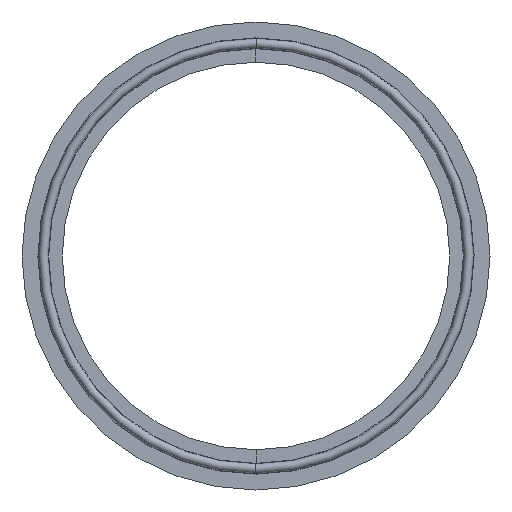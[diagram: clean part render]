
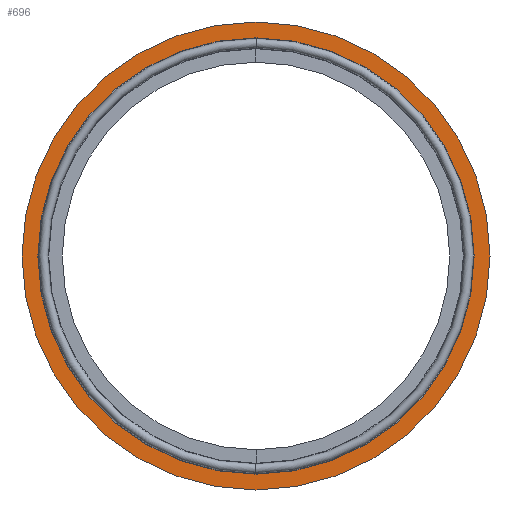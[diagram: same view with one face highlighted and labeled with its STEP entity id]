
A CAD part, left-side view. The second image highlights one B-rep face of the part: STEP entity #696.
In plain terms, the highlighted planar face has unit normal (-1, 0, 0).
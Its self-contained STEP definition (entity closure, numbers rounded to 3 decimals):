
#41 = FACE_OUTER_BOUND ( 'NONE', #827, .T. ) ;
#75 = DIRECTION ( 'NONE',  ( -1., 0., 0. ) ) ;
#87 = VERTEX_POINT ( 'NONE', #308 ) ;
#98 = CARTESIAN_POINT ( 'NONE',  ( -0.9, 0., 0. ) ) ;
#108 = CIRCLE ( 'NONE', #848, 60.5 ) ;
#109 = CIRCLE ( 'NONE', #285, 56.4 ) ;
#149 = CARTESIAN_POINT ( 'NONE',  ( -0.9, 0., 0. ) ) ;
#161 = DIRECTION ( 'NONE',  ( 1., 0., 0. ) ) ;
#189 = DIRECTION ( 'NONE',  ( 1., 0., 0. ) ) ;
#192 = VERTEX_POINT ( 'NONE', #509 ) ;
#213 = VERTEX_POINT ( 'NONE', #458 ) ;
#246 = CARTESIAN_POINT ( 'NONE',  ( -0.9, 0., 0. ) ) ;
#285 = AXIS2_PLACEMENT_3D ( 'NONE', #356, #296, #423 ) ;
#296 = DIRECTION ( 'NONE',  ( 1., 0., 0. ) ) ;
#308 = CARTESIAN_POINT ( 'NONE',  ( -0.9, 0., -60.5 ) ) ;
#314 = VERTEX_POINT ( 'NONE', #534 ) ;
#333 = EDGE_CURVE ( 'NONE', #87, #213, #460, .T. ) ;
#356 = CARTESIAN_POINT ( 'NONE',  ( -0.9, 0., 0. ) ) ;
#405 = AXIS2_PLACEMENT_3D ( 'NONE', #149, #75, #489 ) ;
#423 = DIRECTION ( 'NONE',  ( 0., 0., -1. ) ) ;
#458 = CARTESIAN_POINT ( 'NONE',  ( -0.9, 0., 60.5 ) ) ;
#460 = CIRCLE ( 'NONE', #405, 60.5 ) ;
#471 = ORIENTED_EDGE ( 'NONE', *, *, #584, .T. ) ;
#489 = DIRECTION ( 'NONE',  ( 0., 0., 1. ) ) ;
#500 = EDGE_LOOP ( 'NONE', ( #793, #471 ) ) ;
#509 = CARTESIAN_POINT ( 'NONE',  ( -0.9, 0., -56.4 ) ) ;
#519 = DIRECTION ( 'NONE',  ( 0., 0., 1. ) ) ;
#527 = CARTESIAN_POINT ( 'NONE',  ( -0.9, 56.2, 0. ) ) ;
#534 = CARTESIAN_POINT ( 'NONE',  ( -0.9, 0., 56.4 ) ) ;
#537 = PLANE ( 'NONE',  #723 ) ;
#546 = EDGE_CURVE ( 'NONE', #213, #87, #108, .T. ) ;
#584 = EDGE_CURVE ( 'NONE', #314, #192, #593, .T. ) ;
#590 = DIRECTION ( 'NONE',  ( 0., 0., -1. ) ) ;
#593 = CIRCLE ( 'NONE', #754, 56.4 ) ;
#617 = FACE_BOUND ( 'NONE', #500, .T. ) ;
#696 = ADVANCED_FACE ( 'NONE', ( #617, #41 ), #537, .F. ) ;
#713 = DIRECTION ( 'NONE',  ( -1., 0., 0. ) ) ;
#723 = AXIS2_PLACEMENT_3D ( 'NONE', #527, #189, #745 ) ;
#745 = DIRECTION ( 'NONE',  ( 0., 0., -1. ) ) ;
#754 = AXIS2_PLACEMENT_3D ( 'NONE', #98, #161, #590 ) ;
#793 = ORIENTED_EDGE ( 'NONE', *, *, #883, .T. ) ;
#827 = EDGE_LOOP ( 'NONE', ( #842, #891 ) ) ;
#842 = ORIENTED_EDGE ( 'NONE', *, *, #546, .T. ) ;
#848 = AXIS2_PLACEMENT_3D ( 'NONE', #246, #713, #519 ) ;
#883 = EDGE_CURVE ( 'NONE', #192, #314, #109, .T. ) ;
#891 = ORIENTED_EDGE ( 'NONE', *, *, #333, .T. ) ;
